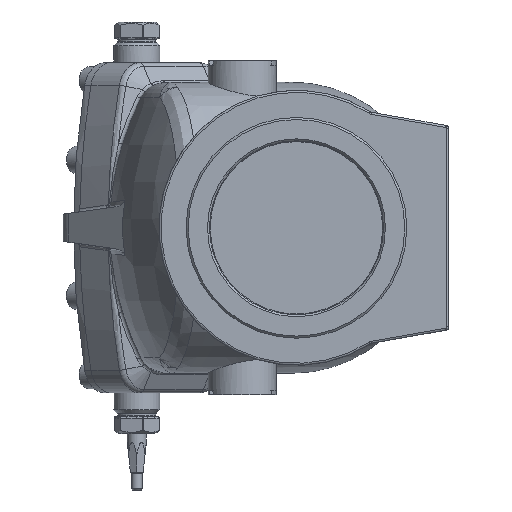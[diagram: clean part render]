
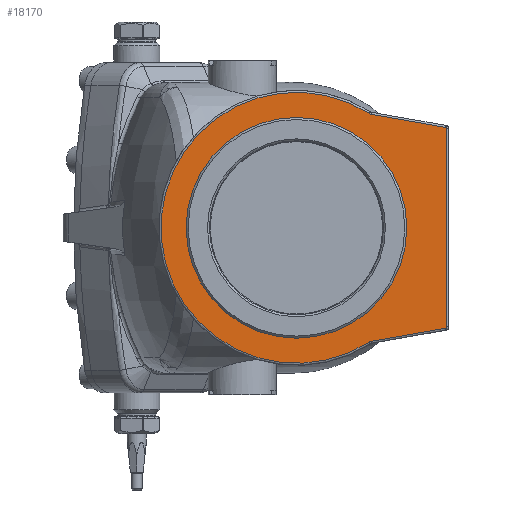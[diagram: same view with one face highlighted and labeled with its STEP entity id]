
A CAD part, left-side view. The second image highlights one B-rep face of the part: STEP entity #18170.
In plain terms, the highlighted planar face has unit normal (-1, 0, 0).
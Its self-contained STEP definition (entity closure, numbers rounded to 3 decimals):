
#5829 = CIRCLE ( 'NONE', #8050, 162.5 ) ;
#5839 = LINE ( 'NONE', #7807, #5845 ) ;
#5845 = VECTOR ( 'NONE', #7808, 1000. ) ;
#5879 = CIRCLE ( 'NONE', #8070, 8. ) ;
#5890 = CIRCLE ( 'NONE', #8077, 2. ) ;
#5916 = LINE ( 'NONE', #8531, #5919 ) ;
#5919 = VECTOR ( 'NONE', #8540, 1000. ) ;
#5948 = CIRCLE ( 'NONE', #8098, 199.5 ) ;
#5950 = CIRCLE ( 'NONE', #8099, 8. ) ;
#5951 = LINE ( 'NONE', #8718, #5953 ) ;
#5952 = CIRCLE ( 'NONE', #8100, 2. ) ;
#5953 = VECTOR ( 'NONE', #8719, 1000. ) ;
#6130 = VERTEX_POINT ( 'NONE', #10626 ) ;
#7749 = CARTESIAN_POINT ( 'NONE',  ( -474., -235., 0. ) ) ;
#7750 = DIRECTION ( 'NONE',  ( 1., 0., 0. ) ) ;
#7751 = DIRECTION ( 'NONE',  ( 0., 1., 0. ) ) ;
#7807 = CARTESIAN_POINT ( 'NONE',  ( -474., -109.3, 208.703 ) ) ;
#7808 = DIRECTION ( 'NONE',  ( 0., -0.985, -0.174 ) ) ;
#7923 = CARTESIAN_POINT ( 'NONE',  ( -474., -346.489, 175.004 ) ) ;
#7924 = DIRECTION ( 'NONE',  ( -1., 0., 0. ) ) ;
#7925 = DIRECTION ( 'NONE',  ( 0., 1., 0. ) ) ;
#8050 = AXIS2_PLACEMENT_3D ( 'NONE', #7749, #7750, #7751 ) ;
#8070 = AXIS2_PLACEMENT_3D ( 'NONE', #7923, #7924, #7925 ) ;
#8077 = AXIS2_PLACEMENT_3D ( 'NONE', #8407, #8408, #8409 ) ;
#8098 = AXIS2_PLACEMENT_3D ( 'NONE', #8720, #8721, #8722 ) ;
#8099 = AXIS2_PLACEMENT_3D ( 'NONE', #8725, #8726, #8727 ) ;
#8100 = AXIS2_PLACEMENT_3D ( 'NONE', #8728, #8729, #8730 ) ;
#8407 = CARTESIAN_POINT ( 'NONE',  ( -474., -454.5, 145.805 ) ) ;
#8408 = DIRECTION ( 'NONE',  ( 1., 0., 0. ) ) ;
#8409 = DIRECTION ( 'NONE',  ( 0., 1., 0. ) ) ;
#8531 = CARTESIAN_POINT ( 'NONE',  ( -474., -456.5, 0. ) ) ;
#8540 = DIRECTION ( 'NONE',  ( 0., 0., -1. ) ) ;
#8718 = CARTESIAN_POINT ( 'NONE',  ( -474., -109.3, -208.703 ) ) ;
#8719 = DIRECTION ( 'NONE',  ( 0., 0.985, -0.174 ) ) ;
#8720 = CARTESIAN_POINT ( 'NONE',  ( -474., -235., 0. ) ) ;
#8721 = DIRECTION ( 'NONE',  ( 1., 0., 0. ) ) ;
#8722 = DIRECTION ( 'NONE',  ( 0., 1., 0. ) ) ;
#8725 = CARTESIAN_POINT ( 'NONE',  ( -474., -346.489, -175.004 ) ) ;
#8726 = DIRECTION ( 'NONE',  ( -1., 0., 0. ) ) ;
#8727 = DIRECTION ( 'NONE',  ( 0., 1., 0. ) ) ;
#8728 = CARTESIAN_POINT ( 'NONE',  ( -474., -454.5, -145.805 ) ) ;
#8729 = DIRECTION ( 'NONE',  ( 1., 0., 0. ) ) ;
#8730 = DIRECTION ( 'NONE',  ( 0., 1., 0. ) ) ;
#10626 = CARTESIAN_POINT ( 'NONE',  ( -474., -72.5, 0. ) ) ;
#13762 = ORIENTED_EDGE ( 'NONE', *, *, #29598, .F. ) ;
#13763 = ORIENTED_EDGE ( 'NONE', *, *, #29566, .F. ) ;
#13764 = ORIENTED_EDGE ( 'NONE', *, *, #29520, .F. ) ;
#13765 = ORIENTED_EDGE ( 'NONE', *, *, #29550, .F. ) ;
#13766 = ORIENTED_EDGE ( 'NONE', *, *, #29657, .F. ) ;
#13767 = ORIENTED_EDGE ( 'NONE', *, *, #29659, .F. ) ;
#13768 = ORIENTED_EDGE ( 'NONE', *, *, #29661, .F. ) ;
#13769 = ORIENTED_EDGE ( 'NONE', *, *, #29663, .F. ) ;
#13770 = ORIENTED_EDGE ( 'NONE', *, *, #29503, .T. ) ;
#14409 = EDGE_LOOP ( 'NONE', ( #13770 ) ) ;
#14515 = EDGE_LOOP ( 'NONE', ( #13762, #13763, #13764, #13765, #13766, #13767, #13768, #13769 ) ) ;
#17924 = VERTEX_POINT ( 'NONE', #29872 ) ;
#17928 = VERTEX_POINT ( 'NONE', #29871 ) ;
#17930 = VERTEX_POINT ( 'NONE', #29898 ) ;
#17933 = VERTEX_POINT ( 'NONE', #29901 ) ;
#17961 = VERTEX_POINT ( 'NONE', #29929 ) ;
#17980 = VERTEX_POINT ( 'NONE', #29948 ) ;
#17986 = VERTEX_POINT ( 'NONE', #29954 ) ;
#17992 = VERTEX_POINT ( 'NONE', #29960 ) ;
#18170 = ADVANCED_FACE ( 'NONE', ( #28389, #28383 ), #31438, .T. ) ;
#28383 = FACE_BOUND ( 'NONE', #14409, .T. ) ;
#28389 = FACE_OUTER_BOUND ( 'NONE', #14515, .T. ) ;
#29068 = AXIS2_PLACEMENT_3D ( 'NONE', #31306, #31440, #31441 ) ;
#29503 = EDGE_CURVE ( 'NONE', #6130, #6130, #5829, .T. ) ;
#29520 = EDGE_CURVE ( 'NONE', #17933, #17930, #5839, .T. ) ;
#29550 = EDGE_CURVE ( 'NONE', #17992, #17933, #5879, .T. ) ;
#29566 = EDGE_CURVE ( 'NONE', #17930, #17961, #5890, .T. ) ;
#29598 = EDGE_CURVE ( 'NONE', #17961, #17924, #5916, .T. ) ;
#29657 = EDGE_CURVE ( 'NONE', #17986, #17992, #5948, .T. ) ;
#29659 = EDGE_CURVE ( 'NONE', #17928, #17986, #5950, .T. ) ;
#29661 = EDGE_CURVE ( 'NONE', #17980, #17928, #5951, .T. ) ;
#29663 = EDGE_CURVE ( 'NONE', #17924, #17980, #5952, .T. ) ;
#29871 = CARTESIAN_POINT ( 'NONE',  ( -474., -345.1, -167.126 ) ) ;
#29872 = CARTESIAN_POINT ( 'NONE',  ( -474., -456.5, -145.805 ) ) ;
#29898 = CARTESIAN_POINT ( 'NONE',  ( -474., -454.847, 147.774 ) ) ;
#29901 = CARTESIAN_POINT ( 'NONE',  ( -474., -345.1, 167.126 ) ) ;
#29929 = CARTESIAN_POINT ( 'NONE',  ( -474., -456.5, 145.805 ) ) ;
#29948 = CARTESIAN_POINT ( 'NONE',  ( -474., -454.847, -147.774 ) ) ;
#29954 = CARTESIAN_POINT ( 'NONE',  ( -474., -342.191, -168.257 ) ) ;
#29960 = CARTESIAN_POINT ( 'NONE',  ( -474., -342.191, 168.257 ) ) ;
#31306 = CARTESIAN_POINT ( 'NONE',  ( -474., -72.5, 0. ) ) ;
#31438 = PLANE ( 'NONE',  #29068 ) ;
#31440 = DIRECTION ( 'NONE',  ( -1., 0., 0. ) ) ;
#31441 = DIRECTION ( 'NONE',  ( 0., 1., 0. ) ) ;
